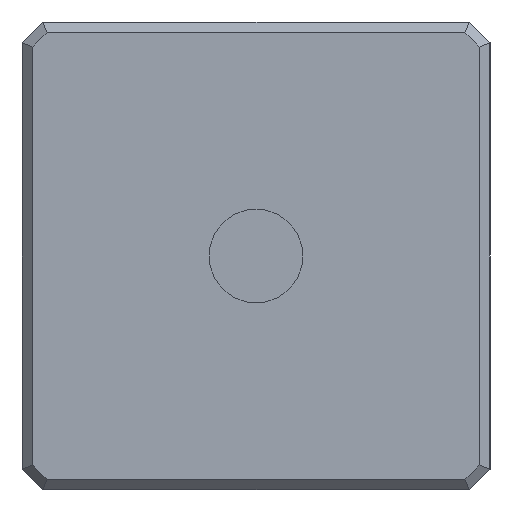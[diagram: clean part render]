
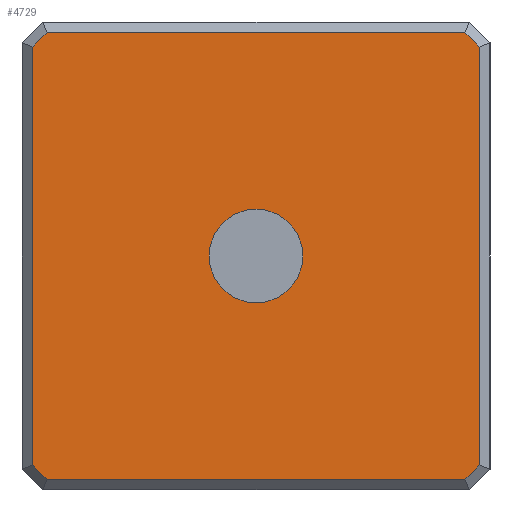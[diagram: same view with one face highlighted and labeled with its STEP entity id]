
A CAD part, left-side view. The second image highlights one B-rep face of the part: STEP entity #4729.
In plain terms, the highlighted face is planar.
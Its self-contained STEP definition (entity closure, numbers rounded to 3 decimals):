
#200=FACE_BOUND('',#864,.T.);
#324=PLANE('',#5228);
#536=FACE_OUTER_BOUND('',#863,.T.);
#863=EDGE_LOOP('',(#4123,#4124,#4125,#4126,#4127,#4128,#4129,#4130));
#864=EDGE_LOOP('',(#4131));
#1228=LINE('',#7863,#1623);
#1232=LINE('',#7871,#1627);
#1235=LINE('',#7877,#1630);
#1238=LINE('',#7883,#1633);
#1241=LINE('',#7889,#1636);
#1245=LINE('',#7897,#1640);
#1248=LINE('',#7903,#1643);
#1251=LINE('',#7907,#1646);
#1623=VECTOR('',#6432,10.);
#1627=VECTOR('',#6438,10.);
#1630=VECTOR('',#6443,10.);
#1633=VECTOR('',#6448,10.);
#1636=VECTOR('',#6453,10.);
#1640=VECTOR('',#6459,10.);
#1643=VECTOR('',#6464,10.);
#1646=VECTOR('',#6469,10.);
#1903=CIRCLE('',#5229,4.5);
#2292=VERTEX_POINT('',#7861);
#2293=VERTEX_POINT('',#7862);
#2296=VERTEX_POINT('',#7870);
#2298=VERTEX_POINT('',#7876);
#2300=VERTEX_POINT('',#7882);
#2302=VERTEX_POINT('',#7888);
#2305=VERTEX_POINT('',#7896);
#2307=VERTEX_POINT('',#7902);
#2313=VERTEX_POINT('',#7927);
#2908=EDGE_CURVE('',#2292,#2293,#1228,.T.);
#2912=EDGE_CURVE('',#2293,#2296,#1232,.T.);
#2915=EDGE_CURVE('',#2296,#2298,#1235,.T.);
#2918=EDGE_CURVE('',#2298,#2300,#1238,.T.);
#2921=EDGE_CURVE('',#2300,#2302,#1241,.T.);
#2925=EDGE_CURVE('',#2302,#2305,#1245,.T.);
#2928=EDGE_CURVE('',#2305,#2307,#1248,.T.);
#2931=EDGE_CURVE('',#2307,#2292,#1251,.T.);
#2941=EDGE_CURVE('',#2313,#2313,#1903,.T.);
#4123=ORIENTED_EDGE('',*,*,#2908,.F.);
#4124=ORIENTED_EDGE('',*,*,#2931,.F.);
#4125=ORIENTED_EDGE('',*,*,#2928,.F.);
#4126=ORIENTED_EDGE('',*,*,#2925,.F.);
#4127=ORIENTED_EDGE('',*,*,#2921,.F.);
#4128=ORIENTED_EDGE('',*,*,#2918,.F.);
#4129=ORIENTED_EDGE('',*,*,#2915,.F.);
#4130=ORIENTED_EDGE('',*,*,#2912,.F.);
#4131=ORIENTED_EDGE('',*,*,#2941,.T.);
#4729=ADVANCED_FACE('',(#536,#200),#324,.F.);
#5228=AXIS2_PLACEMENT_3D('',#7926,#6487,#6488);
#5229=AXIS2_PLACEMENT_3D('',#7928,#6489,#6490);
#6432=DIRECTION('',(0.,-1.,0.));
#6438=DIRECTION('',(0.707,-0.707,0.));
#6443=DIRECTION('',(1.,0.,0.));
#6448=DIRECTION('',(0.707,0.707,0.));
#6453=DIRECTION('',(0.,1.,0.));
#6459=DIRECTION('',(-0.707,0.707,0.));
#6464=DIRECTION('',(-1.,0.,0.));
#6469=DIRECTION('',(-0.707,-0.707,0.));
#6487=DIRECTION('center_axis',(0.,0.,1.));
#6488=DIRECTION('ref_axis',(1.,0.,0.));
#6489=DIRECTION('center_axis',(0.,0.,1.));
#6490=DIRECTION('ref_axis',(-1.,0.,0.));
#7861=CARTESIAN_POINT('',(-21.5,20.086,0.));
#7862=CARTESIAN_POINT('',(-21.5,-20.086,0.));
#7863=CARTESIAN_POINT('',(-21.5,11.25,0.));
#7870=CARTESIAN_POINT('',(-20.086,-21.5,0.));
#7871=CARTESIAN_POINT('',(-20.793,-20.793,0.));
#7876=CARTESIAN_POINT('',(20.086,-21.5,0.));
#7877=CARTESIAN_POINT('',(-11.25,-21.5,0.));
#7882=CARTESIAN_POINT('',(21.5,-20.086,0.));
#7883=CARTESIAN_POINT('',(20.793,-20.793,0.));
#7888=CARTESIAN_POINT('',(21.5,20.086,0.));
#7889=CARTESIAN_POINT('',(21.5,-11.25,0.));
#7896=CARTESIAN_POINT('',(20.086,21.5,0.));
#7897=CARTESIAN_POINT('',(20.793,20.793,0.));
#7902=CARTESIAN_POINT('',(-20.086,21.5,0.));
#7903=CARTESIAN_POINT('',(11.25,21.5,0.));
#7907=CARTESIAN_POINT('',(-20.793,20.793,0.));
#7926=CARTESIAN_POINT('Origin',(0.,0.,0.));
#7927=CARTESIAN_POINT('',(4.5,0.,0.));
#7928=CARTESIAN_POINT('Origin',(0.,0.,0.));
